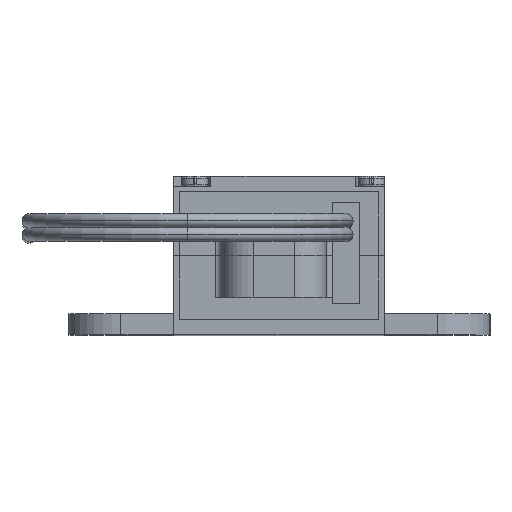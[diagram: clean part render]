
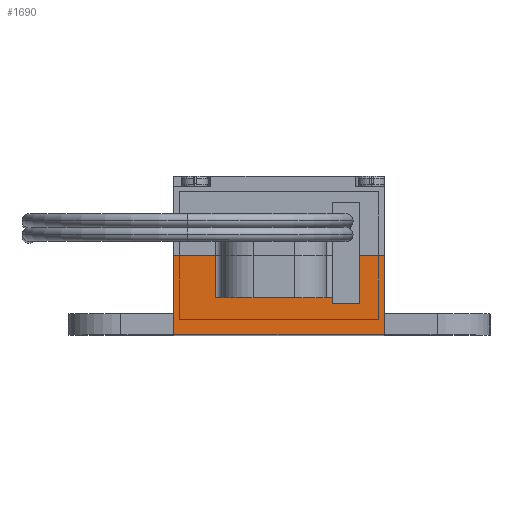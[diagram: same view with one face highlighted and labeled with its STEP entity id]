
A CAD part, top view. The second image highlights one B-rep face of the part: STEP entity #1690.
In plain terms, the highlighted planar face has unit normal (0, 0, 1).
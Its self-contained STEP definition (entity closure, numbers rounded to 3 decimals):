
#431 = CARTESIAN_POINT ( 'NONE',  ( 17.6, 3., 0. ) ) ;
#465 = LINE ( 'NONE', #8984, #9299 ) ;
#577 = CARTESIAN_POINT ( 'NONE',  ( 17.6, 7.5, 0. ) ) ;
#818 = VERTEX_POINT ( 'NONE', #6438 ) ;
#1064 = CARTESIAN_POINT ( 'NONE',  ( 3.9, 7.5, 0. ) ) ;
#1198 = CARTESIAN_POINT ( 'NONE',  ( 19.9, 0., 0. ) ) ;
#1690 = ADVANCED_FACE ( 'NONE', ( #10450 ), #14946, .F. ) ;
#1717 = DIRECTION ( 'NONE',  ( 0., 1., 0. ) ) ;
#1826 = CARTESIAN_POINT ( 'NONE',  ( 17.6, 3., 0. ) ) ;
#2058 = DIRECTION ( 'NONE',  ( 0., -1., 0. ) ) ;
#2125 = ORIENTED_EDGE ( 'NONE', *, *, #9230, .F. ) ;
#2353 = EDGE_CURVE ( 'NONE', #5602, #4093, #14373, .T. ) ;
#2499 = DIRECTION ( 'NONE',  ( -1., 0., 0. ) ) ;
#2699 = VECTOR ( 'NONE', #4092, 1000. ) ;
#3296 = VECTOR ( 'NONE', #3556, 1000. ) ;
#3345 = VERTEX_POINT ( 'NONE', #10395 ) ;
#3556 = DIRECTION ( 'NONE',  ( 1., 0., 0. ) ) ;
#4092 = DIRECTION ( 'NONE',  ( 1., 0., 0. ) ) ;
#4093 = VERTEX_POINT ( 'NONE', #1198 ) ;
#4252 = DIRECTION ( 'NONE',  ( 1., 0., 0. ) ) ;
#4293 = VECTOR ( 'NONE', #12583, 1000. ) ;
#4729 = VERTEX_POINT ( 'NONE', #14108 ) ;
#4730 = CARTESIAN_POINT ( 'NONE',  ( 19.9, 7.5, 0. ) ) ;
#5005 = EDGE_CURVE ( 'NONE', #3345, #4729, #12974, .T. ) ;
#5247 = ORIENTED_EDGE ( 'NONE', *, *, #10196, .F. ) ;
#5337 = DIRECTION ( 'NONE',  ( -1., 0., 0. ) ) ;
#5602 = VERTEX_POINT ( 'NONE', #6163 ) ;
#5705 = VERTEX_POINT ( 'NONE', #13555 ) ;
#5871 = LINE ( 'NONE', #14534, #9114 ) ;
#6163 = CARTESIAN_POINT ( 'NONE',  ( 19.9, 7.5, 0. ) ) ;
#6303 = EDGE_CURVE ( 'NONE', #14705, #6871, #14659, .T. ) ;
#6438 = CARTESIAN_POINT ( 'NONE',  ( 0., 0., 0. ) ) ;
#6505 = AXIS2_PLACEMENT_3D ( 'NONE', #7702, #12574, #5337 ) ;
#6871 = VERTEX_POINT ( 'NONE', #577 ) ;
#7000 = VECTOR ( 'NONE', #13623, 1000. ) ;
#7049 = DIRECTION ( 'NONE',  ( 0., 1., 0. ) ) ;
#7175 = ORIENTED_EDGE ( 'NONE', *, *, #5005, .T. ) ;
#7212 = EDGE_CURVE ( 'NONE', #11841, #11451, #13748, .T. ) ;
#7702 = CARTESIAN_POINT ( 'NONE',  ( 19.9, 7.5, 0. ) ) ;
#8793 = ORIENTED_EDGE ( 'NONE', *, *, #10903, .T. ) ;
#8984 = CARTESIAN_POINT ( 'NONE',  ( 19.9, 0., 0. ) ) ;
#9104 = ORIENTED_EDGE ( 'NONE', *, *, #2353, .F. ) ;
#9114 = VECTOR ( 'NONE', #2499, 1000. ) ;
#9230 = EDGE_CURVE ( 'NONE', #5705, #11451, #12515, .T. ) ;
#9255 = ORIENTED_EDGE ( 'NONE', *, *, #14384, .T. ) ;
#9299 = VECTOR ( 'NONE', #4252, 1000. ) ;
#9929 = ORIENTED_EDGE ( 'NONE', *, *, #6303, .F. ) ;
#10110 = CARTESIAN_POINT ( 'NONE',  ( 19.9, 7.5, 0. ) ) ;
#10196 = EDGE_CURVE ( 'NONE', #3345, #14705, #13435, .T. ) ;
#10224 = VECTOR ( 'NONE', #14215, 1000. ) ;
#10395 = CARTESIAN_POINT ( 'NONE',  ( 15., 3., 0. ) ) ;
#10450 = FACE_OUTER_BOUND ( 'NONE', #12904, .T. ) ;
#10613 = CARTESIAN_POINT ( 'NONE',  ( 0., 7.5, 0. ) ) ;
#10781 = CARTESIAN_POINT ( 'NONE',  ( 19.9, 7.5, 0. ) ) ;
#10903 = EDGE_CURVE ( 'NONE', #5705, #818, #13416, .T. ) ;
#11177 = EDGE_CURVE ( 'NONE', #6871, #5602, #11907, .T. ) ;
#11336 = CARTESIAN_POINT ( 'NONE',  ( 15., 3., 0. ) ) ;
#11451 = VERTEX_POINT ( 'NONE', #14628 ) ;
#11841 = VERTEX_POINT ( 'NONE', #14017 ) ;
#11907 = LINE ( 'NONE', #10110, #2699 ) ;
#12515 = LINE ( 'NONE', #10781, #3296 ) ;
#12574 = DIRECTION ( 'NONE',  ( 0., 0., -1. ) ) ;
#12583 = DIRECTION ( 'NONE',  ( 0., 1., 0. ) ) ;
#12636 = CARTESIAN_POINT ( 'NONE',  ( 17.6, 3., 0. ) ) ;
#12812 = VECTOR ( 'NONE', #1717, 1000. ) ;
#12904 = EDGE_LOOP ( 'NONE', ( #9255, #14012, #2125, #8793, #14827, #9104, #13008, #9929, #5247, #7175 ) ) ;
#12974 = LINE ( 'NONE', #11336, #12812 ) ;
#13008 = ORIENTED_EDGE ( 'NONE', *, *, #11177, .F. ) ;
#13377 = VECTOR ( 'NONE', #7049, 1000. ) ;
#13416 = LINE ( 'NONE', #10613, #10224 ) ;
#13435 = LINE ( 'NONE', #431, #7000 ) ;
#13555 = CARTESIAN_POINT ( 'NONE',  ( 0., 7.5, 0. ) ) ;
#13623 = DIRECTION ( 'NONE',  ( 1., 0., 0. ) ) ;
#13748 = LINE ( 'NONE', #1064, #13377 ) ;
#13986 = VECTOR ( 'NONE', #2058, 1000. ) ;
#14012 = ORIENTED_EDGE ( 'NONE', *, *, #7212, .T. ) ;
#14017 = CARTESIAN_POINT ( 'NONE',  ( 3.9, 3.5, 0. ) ) ;
#14108 = CARTESIAN_POINT ( 'NONE',  ( 15., 3.5, 0. ) ) ;
#14215 = DIRECTION ( 'NONE',  ( 0., -1., 0. ) ) ;
#14373 = LINE ( 'NONE', #4730, #13986 ) ;
#14384 = EDGE_CURVE ( 'NONE', #4729, #11841, #5871, .T. ) ;
#14534 = CARTESIAN_POINT ( 'NONE',  ( 4.5, 3.5, 0. ) ) ;
#14628 = CARTESIAN_POINT ( 'NONE',  ( 3.9, 7.5, 0. ) ) ;
#14659 = LINE ( 'NONE', #12636, #4293 ) ;
#14705 = VERTEX_POINT ( 'NONE', #1826 ) ;
#14709 = EDGE_CURVE ( 'NONE', #818, #4093, #465, .T. ) ;
#14827 = ORIENTED_EDGE ( 'NONE', *, *, #14709, .T. ) ;
#14946 = PLANE ( 'NONE',  #6505 ) ;
